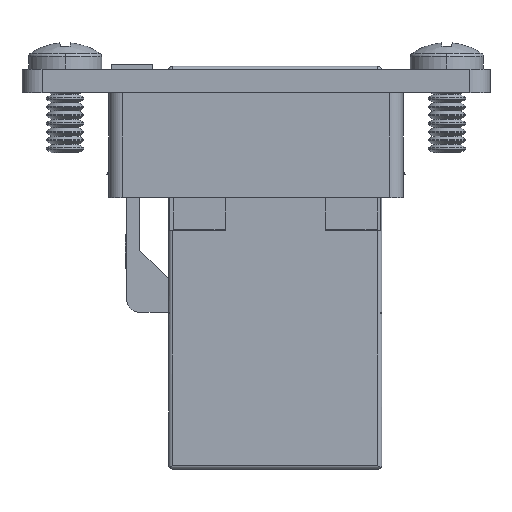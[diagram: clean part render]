
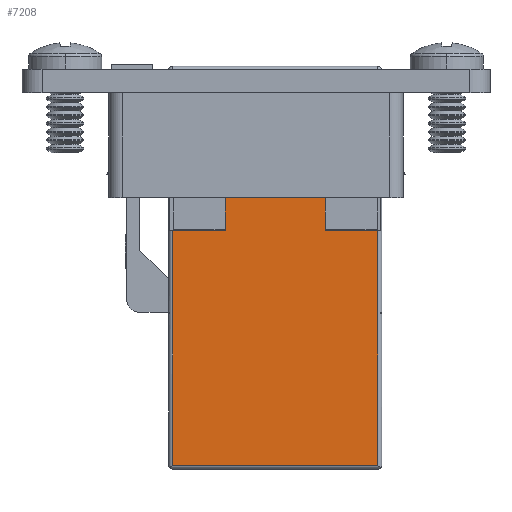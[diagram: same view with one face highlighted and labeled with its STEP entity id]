
A CAD part, left-side view. The second image highlights one B-rep face of the part: STEP entity #7208.
In plain terms, the highlighted face is planar.
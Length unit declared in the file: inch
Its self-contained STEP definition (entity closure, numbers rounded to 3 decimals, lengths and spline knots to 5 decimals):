
#468 = DIRECTION ( 'NONE',  ( 0., 0., -1. ) ) ;
#472 = CARTESIAN_POINT ( 'NONE',  ( 0.2874, 0.11024, 0.3189 ) ) ;
#484 = CARTESIAN_POINT ( 'NONE',  ( 0.2874, 0.20984, 0.3189 ) ) ;
#512 = DIRECTION ( 'NONE',  ( 0., 1., 0. ) ) ;
#525 = CARTESIAN_POINT ( 'NONE',  ( 0.2874, 0.60236, 0.30709 ) ) ;
#536 = CARTESIAN_POINT ( 'NONE',  ( 0.2874, 0.20984, 0.14961 ) ) ;
#540 = DIRECTION ( 'NONE',  ( 0., 0., -1. ) ) ;
#563 = DIRECTION ( 'NONE',  ( 0., 0., -1. ) ) ;
#570 = CARTESIAN_POINT ( 'NONE',  ( 0.2874, 0.11024, -0.3189 ) ) ;
#571 = DIRECTION ( 'NONE',  ( 0., 1., 0. ) ) ;
#577 = CARTESIAN_POINT ( 'NONE',  ( 0.2874, -0.59055, -0.3189 ) ) ;
#597 = CARTESIAN_POINT ( 'NONE',  ( 0.2874, 0.20984, -0.14961 ) ) ;
#615 = CARTESIAN_POINT ( 'NONE',  ( 0.2874, 0.60236, -0.30709 ) ) ;
#636 = DIRECTION ( 'NONE',  ( 0., -1., 0. ) ) ;
#653 = CARTESIAN_POINT ( 'NONE',  ( 0.2874, 0.11417, 0.14961 ) ) ;
#682 = DIRECTION ( 'NONE',  ( 0., 1., 0. ) ) ;
#706 = DIRECTION ( 'NONE',  ( 0., -1., 0. ) ) ;
#713 = CARTESIAN_POINT ( 'NONE',  ( 0.2874, 0.11417, -0.14961 ) ) ;
#720 = DIRECTION ( 'NONE',  ( 0., 0., -1. ) ) ;
#735 = DIRECTION ( 'NONE',  ( 0., -1., 0. ) ) ;
#4817 = CARTESIAN_POINT ( 'NONE',  ( 0.2874, 0.11024, -0.30709 ) ) ;
#4998 = CARTESIAN_POINT ( 'NONE',  ( 0.2874, 0.11417, -0.14961 ) ) ;
#5069 = AXIS2_PLACEMENT_3D ( 'NONE', #6357, #6426, #6431 ) ;
#6357 = CARTESIAN_POINT ( 'NONE',  ( 0.2874, 0.60236, -0.3189 ) ) ;
#6395 = PLANE ( 'NONE',  #5069 ) ;
#6426 = DIRECTION ( 'NONE',  ( -1., 0., 0. ) ) ;
#6431 = DIRECTION ( 'NONE',  ( 0., 0., 1. ) ) ;
#6600 = EDGE_LOOP ( 'NONE', ( #6727, #6728, #6729, #6730, #6731, #6732, #6733, #6734, #6735, #6736 ) ) ;
#6727 = ORIENTED_EDGE ( 'NONE', *, *, #9105, .T. ) ;
#6728 = ORIENTED_EDGE ( 'NONE', *, *, #9106, .T. ) ;
#6729 = ORIENTED_EDGE ( 'NONE', *, *, #9107, .F. ) ;
#6730 = ORIENTED_EDGE ( 'NONE', *, *, #9110, .F. ) ;
#6731 = ORIENTED_EDGE ( 'NONE', *, *, #9104, .F. ) ;
#6732 = ORIENTED_EDGE ( 'NONE', *, *, #9100, .F. ) ;
#6733 = ORIENTED_EDGE ( 'NONE', *, *, #9173, .F. ) ;
#6734 = ORIENTED_EDGE ( 'NONE', *, *, #9176, .F. ) ;
#6735 = ORIENTED_EDGE ( 'NONE', *, *, #9177, .F. ) ;
#6736 = ORIENTED_EDGE ( 'NONE', *, *, #9175, .T. ) ;
#7208 = ADVANCED_FACE ( 'NONE', ( #11257 ), #6395, .F. ) ;
#9100 = EDGE_CURVE ( 'NONE', #11998, #12152, #9520, .T. ) ;
#9104 = EDGE_CURVE ( 'NONE', #12152, #12436, #9530, .T. ) ;
#9105 = EDGE_CURVE ( 'NONE', #12006, #12149, #9532, .T. ) ;
#9106 = EDGE_CURVE ( 'NONE', #12149, #12568, #9522, .T. ) ;
#9107 = EDGE_CURVE ( 'NONE', #12337, #12568, #9536, .T. ) ;
#9110 = EDGE_CURVE ( 'NONE', #12436, #12337, #9542, .T. ) ;
#9173 = EDGE_CURVE ( 'NONE', #12146, #11998, #9644, .T. ) ;
#9175 = EDGE_CURVE ( 'NONE', #12154, #12006, #9653, .T. ) ;
#9176 = EDGE_CURVE ( 'NONE', #12151, #12146, #9656, .T. ) ;
#9177 = EDGE_CURVE ( 'NONE', #12154, #12151, #9658, .T. ) ;
#9520 = LINE ( 'NONE', #484, #9525 ) ;
#9522 = LINE ( 'NONE', #615, #9537 ) ;
#9525 = VECTOR ( 'NONE', #563, 39.37008 ) ;
#9530 = LINE ( 'NONE', #597, #9533 ) ;
#9532 = LINE ( 'NONE', #577, #9535 ) ;
#9533 = VECTOR ( 'NONE', #636, 39.37008 ) ;
#9535 = VECTOR ( 'NONE', #720, 39.37008 ) ;
#9536 = LINE ( 'NONE', #570, #9539 ) ;
#9537 = VECTOR ( 'NONE', #682, 39.37008 ) ;
#9539 = VECTOR ( 'NONE', #540, 39.37008 ) ;
#9542 = LINE ( 'NONE', #713, #9545 ) ;
#9545 = VECTOR ( 'NONE', #706, 39.37008 ) ;
#9644 = LINE ( 'NONE', #536, #9652 ) ;
#9652 = VECTOR ( 'NONE', #571, 39.37008 ) ;
#9653 = LINE ( 'NONE', #525, #9657 ) ;
#9656 = LINE ( 'NONE', #653, #9659 ) ;
#9657 = VECTOR ( 'NONE', #735, 39.37008 ) ;
#9658 = LINE ( 'NONE', #472, #9661 ) ;
#9659 = VECTOR ( 'NONE', #512, 39.37008 ) ;
#9661 = VECTOR ( 'NONE', #468, 39.37008 ) ;
#11257 = FACE_OUTER_BOUND ( 'NONE', #6600, .T. ) ;
#11998 = VERTEX_POINT ( 'NONE', #14313 ) ;
#12006 = VERTEX_POINT ( 'NONE', #14305 ) ;
#12146 = VERTEX_POINT ( 'NONE', #14185 ) ;
#12149 = VERTEX_POINT ( 'NONE', #14188 ) ;
#12151 = VERTEX_POINT ( 'NONE', #14191 ) ;
#12152 = VERTEX_POINT ( 'NONE', #14192 ) ;
#12154 = VERTEX_POINT ( 'NONE', #14194 ) ;
#12337 = VERTEX_POINT ( 'NONE', #14368 ) ;
#12436 = VERTEX_POINT ( 'NONE', #4998 ) ;
#12568 = VERTEX_POINT ( 'NONE', #4817 ) ;
#14185 = CARTESIAN_POINT ( 'NONE',  ( 0.2874, 0.11417, 0.14961 ) ) ;
#14188 = CARTESIAN_POINT ( 'NONE',  ( 0.2874, -0.59055, -0.30709 ) ) ;
#14191 = CARTESIAN_POINT ( 'NONE',  ( 0.2874, 0.11024, 0.14961 ) ) ;
#14192 = CARTESIAN_POINT ( 'NONE',  ( 0.2874, 0.20984, -0.14961 ) ) ;
#14194 = CARTESIAN_POINT ( 'NONE',  ( 0.2874, 0.11024, 0.30709 ) ) ;
#14305 = CARTESIAN_POINT ( 'NONE',  ( 0.2874, -0.59055, 0.30709 ) ) ;
#14313 = CARTESIAN_POINT ( 'NONE',  ( 0.2874, 0.20984, 0.14961 ) ) ;
#14368 = CARTESIAN_POINT ( 'NONE',  ( 0.2874, 0.11024, -0.14961 ) ) ;
